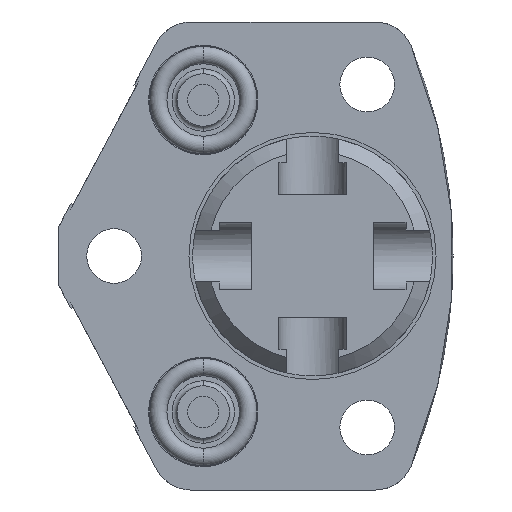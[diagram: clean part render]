
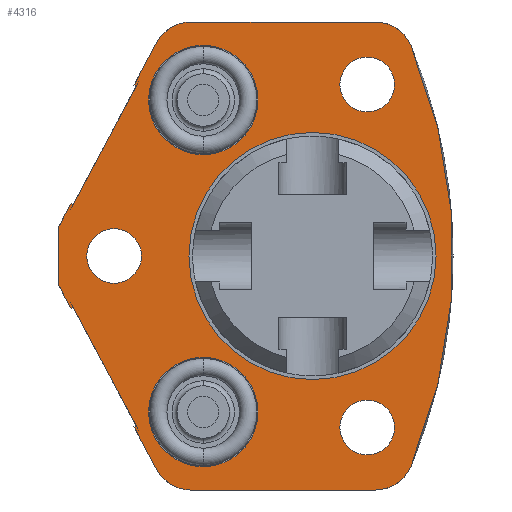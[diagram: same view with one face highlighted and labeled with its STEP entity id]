
A CAD part, front view. The second image highlights one B-rep face of the part: STEP entity #4316.
In plain terms, the highlighted planar face has unit normal (0, -1, 0).
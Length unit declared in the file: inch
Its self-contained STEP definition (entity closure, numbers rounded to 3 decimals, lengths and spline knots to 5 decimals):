
#325=CARTESIAN_POINT('',(0.,0.,0.));
#326=DIRECTION('',(0.,-1.,0.));
#327=DIRECTION('',(1.,0.,0.));
#328=AXIS2_PLACEMENT_3D('',#325,#326,#327);
#333=CARTESIAN_POINT('',(0.,0.,0.));
#334=DIRECTION('',(0.,1.,0.));
#335=DIRECTION('',(1.,0.,0.));
#336=AXIS2_PLACEMENT_3D('',#333,#334,#335);
#341=CARTESIAN_POINT('',(0.219,0.,0.687));
#342=DIRECTION('',(0.,-1.,0.));
#343=DIRECTION('',(1.,0.,0.));
#344=AXIS2_PLACEMENT_3D('',#341,#342,#343);
#349=CARTESIAN_POINT('',(0.219,0.,0.687));
#350=DIRECTION('',(0.,-1.,0.));
#351=DIRECTION('',(-1.,0.,0.));
#352=AXIS2_PLACEMENT_3D('',#349,#350,#351);
#357=CARTESIAN_POINT('',(0.219,0.,-0.687));
#358=DIRECTION('',(0.,-1.,0.));
#359=DIRECTION('',(1.,0.,0.));
#360=AXIS2_PLACEMENT_3D('',#357,#358,#359);
#365=CARTESIAN_POINT('',(0.219,0.,-0.687));
#366=DIRECTION('',(0.,-1.,0.));
#367=DIRECTION('',(-1.,0.,0.));
#368=AXIS2_PLACEMENT_3D('',#365,#366,#367);
#373=CARTESIAN_POINT('',(-0.795,0.,0.));
#374=DIRECTION('',(0.,-1.,0.));
#375=DIRECTION('',(1.,0.,0.));
#376=AXIS2_PLACEMENT_3D('',#373,#374,#375);
#381=CARTESIAN_POINT('',(-0.795,0.,0.));
#382=DIRECTION('',(0.,-1.,0.));
#383=DIRECTION('',(-1.,0.,0.));
#384=AXIS2_PLACEMENT_3D('',#381,#382,#383);
#389=DIRECTION('',(-0.469,0.,-0.883));
#390=VECTOR('',#389,0.53735);
#391=CARTESIAN_POINT('',(-0.70648,0.,0.67994));
#392=LINE('',#391,#390);
#396=DIRECTION('',(0.883,0.,-0.469));
#397=VECTOR('',#396,0.01);
#398=CARTESIAN_POINT('',(-0.71531,0.,0.68463));
#399=LINE('',#398,#397);
#403=DIRECTION('',(0.469,0.,0.883));
#404=VECTOR('',#403,0.19265);
#405=CARTESIAN_POINT('',(-0.71531,0.,0.68463));
#406=LINE('',#405,#404);
#410=DIRECTION('',(1.,0.,0.));
#411=VECTOR('',#410,0.73784);
#412=CARTESIAN_POINT('',(-0.48713,0.,0.9375));
#413=LINE('',#412,#411);
#417=CARTESIAN_POINT('',(-1.625,0.,0.));
#418=DIRECTION('',(0.,-1.,0.));
#419=DIRECTION('',(0.923,0.,-0.385));
#420=AXIS2_PLACEMENT_3D('',#417,#418,#419);
#425=DIRECTION('',(-1.,0.,0.));
#426=VECTOR('',#425,0.73784);
#427=CARTESIAN_POINT('',(0.25071,0.,-0.9375));
#428=LINE('',#427,#426);
#432=DIRECTION('',(0.469,0.,-0.883));
#433=VECTOR('',#432,0.19265);
#434=CARTESIAN_POINT('',(-0.71531,0.,-0.68463));
#435=LINE('',#434,#433);
#439=DIRECTION('',(0.883,0.,0.469));
#440=VECTOR('',#439,0.01);
#441=CARTESIAN_POINT('',(-0.71531,0.,-0.68463));
#442=LINE('',#441,#440);
#446=DIRECTION('',(0.469,0.,-0.883));
#447=VECTOR('',#446,0.53735);
#448=CARTESIAN_POINT('',(-0.95876,0.,-0.20548));
#449=LINE('',#448,#447);
#453=DIRECTION('',(0.883,0.,0.469));
#454=VECTOR('',#453,0.01);
#455=CARTESIAN_POINT('',(-0.96759,0.,-0.21018));
#456=LINE('',#455,#454);
#460=DIRECTION('',(0.469,0.,-0.883));
#461=VECTOR('',#460,0.10313);
#462=CARTESIAN_POINT('',(-1.016,0.,-0.11912));
#463=LINE('',#462,#461);
#467=DIRECTION('',(0.,0.,-1.));
#468=VECTOR('',#467,0.23825);
#469=CARTESIAN_POINT('',(-1.016,0.,0.11912));
#470=LINE('',#469,#468);
#474=DIRECTION('',(0.469,0.,0.883));
#475=VECTOR('',#474,0.10313);
#476=CARTESIAN_POINT('',(-1.016,0.,0.11912));
#477=LINE('',#476,#475);
#481=DIRECTION('',(0.883,0.,-0.469));
#482=VECTOR('',#481,0.01);
#483=CARTESIAN_POINT('',(-0.96759,0.,0.21018));
#484=LINE('',#483,#482);
#488=CARTESIAN_POINT('',(-0.438,0.,-0.625));
#489=DIRECTION('',(0.,1.,0.));
#490=DIRECTION('',(-1.,0.,0.));
#491=AXIS2_PLACEMENT_3D('',#488,#489,#490);
#496=CARTESIAN_POINT('',(-0.438,0.,-0.625));
#497=DIRECTION('',(0.,1.,0.));
#498=DIRECTION('',(1.,0.,0.));
#499=AXIS2_PLACEMENT_3D('',#496,#497,#498);
#504=CARTESIAN_POINT('',(-0.438,0.,0.625));
#505=DIRECTION('',(0.,1.,0.));
#506=DIRECTION('',(-1.,0.,0.));
#507=AXIS2_PLACEMENT_3D('',#504,#505,#506);
#512=CARTESIAN_POINT('',(-0.438,0.,0.625));
#513=DIRECTION('',(0.,1.,0.));
#514=DIRECTION('',(1.,0.,0.));
#515=AXIS2_PLACEMENT_3D('',#512,#513,#514);
#2126=CARTESIAN_POINT('',(-0.48713,0.,-0.7815));
#2127=DIRECTION('',(0.,-1.,0.));
#2128=DIRECTION('',(-0.883,0.,-0.469));
#2129=AXIS2_PLACEMENT_3D('',#2126,#2127,#2128);
#2162=CARTESIAN_POINT('',(0.25071,0.,-0.7815));
#2163=DIRECTION('',(0.,-1.,0.));
#2164=DIRECTION('',(0.,0.,-1.));
#2165=AXIS2_PLACEMENT_3D('',#2162,#2163,#2164);
#2184=CARTESIAN_POINT('',(0.25071,0.,0.7815));
#2185=DIRECTION('',(0.,-1.,0.));
#2186=DIRECTION('',(0.923,0.,0.385));
#2187=AXIS2_PLACEMENT_3D('',#2184,#2185,#2186);
#2220=CARTESIAN_POINT('',(-0.48713,0.,0.7815));
#2221=DIRECTION('',(0.,-1.,0.));
#2222=DIRECTION('',(0.,0.,1.));
#2223=AXIS2_PLACEMENT_3D('',#2220,#2221,#2222);
#3607=CARTESIAN_POINT('',(0.495,0.,0.));
#3609=VERTEX_POINT('',#3607);
#3611=CARTESIAN_POINT('',(-0.495,0.,0.));
#3613=VERTEX_POINT('',#3611);
#3614=CARTESIAN_POINT('',(-1.016,0.,0.11912));
#3615=CARTESIAN_POINT('',(-1.016,0.,-0.11912));
#3616=VERTEX_POINT('',#3614);
#3617=VERTEX_POINT('',#3615);
#3618=CARTESIAN_POINT('',(0.3285,0.,0.687));
#3619=CARTESIAN_POINT('',(0.1095,0.,0.687));
#3620=VERTEX_POINT('',#3618);
#3621=VERTEX_POINT('',#3619);
#3652=CARTESIAN_POINT('',(-0.95876,0.,-0.20548));
#3653=CARTESIAN_POINT('',(-0.70648,0.,-0.67994));
#3654=VERTEX_POINT('',#3652);
#3655=VERTEX_POINT('',#3653);
#3656=CARTESIAN_POINT('',(-0.96759,0.,-0.21018));
#3657=VERTEX_POINT('',#3656);
#3658=CARTESIAN_POINT('',(-0.71531,0.,-0.68463));
#3659=VERTEX_POINT('',#3658);
#3688=CARTESIAN_POINT('',(-0.70648,0.,0.67994));
#3689=CARTESIAN_POINT('',(-0.95876,0.,0.20548));
#3690=VERTEX_POINT('',#3688);
#3691=VERTEX_POINT('',#3689);
#3692=CARTESIAN_POINT('',(-0.71531,0.,0.68463));
#3693=VERTEX_POINT('',#3692);
#3694=CARTESIAN_POINT('',(-0.96759,0.,0.21018));
#3695=VERTEX_POINT('',#3694);
#3728=CARTESIAN_POINT('',(-0.657,0.,-0.625));
#3729=CARTESIAN_POINT('',(-0.219,0.,-0.625));
#3730=VERTEX_POINT('',#3728);
#3731=VERTEX_POINT('',#3729);
#3748=CARTESIAN_POINT('',(-0.657,0.,0.625));
#3749=CARTESIAN_POINT('',(-0.219,0.,0.625));
#3750=VERTEX_POINT('',#3748);
#3751=VERTEX_POINT('',#3749);
#3782=CARTESIAN_POINT('',(0.25071,0.,-0.9375));
#3783=CARTESIAN_POINT('',(0.39471,0.,-0.8415));
#3784=VERTEX_POINT('',#3782);
#3785=VERTEX_POINT('',#3783);
#3786=CARTESIAN_POINT('',(0.39471,0.,0.8415));
#3787=CARTESIAN_POINT('',(0.25071,0.,0.9375));
#3788=VERTEX_POINT('',#3786);
#3789=VERTEX_POINT('',#3787);
#3790=CARTESIAN_POINT('',(-0.48713,0.,0.9375));
#3791=CARTESIAN_POINT('',(-0.62487,0.,0.85474));
#3792=VERTEX_POINT('',#3790);
#3793=VERTEX_POINT('',#3791);
#3794=CARTESIAN_POINT('',(-0.62487,0.,-0.85474));
#3795=CARTESIAN_POINT('',(-0.48713,0.,-0.9375));
#3796=VERTEX_POINT('',#3794);
#3797=VERTEX_POINT('',#3795);
#3798=CARTESIAN_POINT('',(0.3285,0.,-0.687));
#3799=CARTESIAN_POINT('',(0.1095,0.,-0.687));
#3800=VERTEX_POINT('',#3798);
#3801=VERTEX_POINT('',#3799);
#3802=CARTESIAN_POINT('',(-0.6855,0.,0.));
#3803=CARTESIAN_POINT('',(-0.9045,0.,0.));
#3804=VERTEX_POINT('',#3802);
#3805=VERTEX_POINT('',#3803);
#4239=CARTESIAN_POINT('',(0.,0.,0.));
#4240=DIRECTION('',(0.,-1.,0.));
#4241=DIRECTION('',(-1.,0.,0.));
#4242=AXIS2_PLACEMENT_3D('',#4239,#4240,#4241);
#4243=PLANE('',#4242);
#4245=ORIENTED_EDGE('',*,*,#4244,.F.);
#4247=ORIENTED_EDGE('',*,*,#4246,.F.);
#4249=ORIENTED_EDGE('',*,*,#4248,.T.);
#4251=ORIENTED_EDGE('',*,*,#4250,.F.);
#4253=ORIENTED_EDGE('',*,*,#4252,.T.);
#4255=ORIENTED_EDGE('',*,*,#4254,.F.);
#4257=ORIENTED_EDGE('',*,*,#4256,.F.);
#4259=ORIENTED_EDGE('',*,*,#4258,.F.);
#4261=ORIENTED_EDGE('',*,*,#4260,.T.);
#4263=ORIENTED_EDGE('',*,*,#4262,.F.);
#4265=ORIENTED_EDGE('',*,*,#4264,.F.);
#4267=ORIENTED_EDGE('',*,*,#4266,.T.);
#4269=ORIENTED_EDGE('',*,*,#4268,.F.);
#4271=ORIENTED_EDGE('',*,*,#4270,.F.);
#4273=ORIENTED_EDGE('',*,*,#4272,.F.);
#4275=ORIENTED_EDGE('',*,*,#4274,.F.);
#4277=ORIENTED_EDGE('',*,*,#4276,.T.);
#4279=ORIENTED_EDGE('',*,*,#4278,.T.);
#4280=EDGE_LOOP('',(#4245,#4247,#4249,#4251,#4253,#4255,#4257,#4259,#4261,#4263,
#4265,#4267,#4269,#4271,#4273,#4275,#4277,#4279));
#4281=FACE_OUTER_BOUND('',#4280,.F.);
#4283=ORIENTED_EDGE('',*,*,#4282,.T.);
#4285=ORIENTED_EDGE('',*,*,#4284,.T.);
#4286=EDGE_LOOP('',(#4283,#4285));
#4287=FACE_BOUND('',#4286,.F.);
#4288=ORIENTED_EDGE('',*,*,#4219,.T.);
#4289=ORIENTED_EDGE('',*,*,#4233,.T.);
#4290=EDGE_LOOP('',(#4288,#4289));
#4291=FACE_BOUND('',#4290,.F.);
#4293=ORIENTED_EDGE('',*,*,#4292,.T.);
#4295=ORIENTED_EDGE('',*,*,#4294,.T.);
#4296=EDGE_LOOP('',(#4293,#4295));
#4297=FACE_BOUND('',#4296,.F.);
#4299=ORIENTED_EDGE('',*,*,#4298,.T.);
#4301=ORIENTED_EDGE('',*,*,#4300,.F.);
#4302=EDGE_LOOP('',(#4299,#4301));
#4303=FACE_BOUND('',#4302,.F.);
#4305=ORIENTED_EDGE('',*,*,#4304,.F.);
#4307=ORIENTED_EDGE('',*,*,#4306,.F.);
#4308=EDGE_LOOP('',(#4305,#4307));
#4309=FACE_BOUND('',#4308,.F.);
#4311=ORIENTED_EDGE('',*,*,#4310,.F.);
#4313=ORIENTED_EDGE('',*,*,#4312,.F.);
#4314=EDGE_LOOP('',(#4311,#4313));
#4315=FACE_BOUND('',#4314,.F.);
#329=CIRCLE('',#328,0.495);
#337=CIRCLE('',#336,0.495);
#345=CIRCLE('',#344,0.1095);
#353=CIRCLE('',#352,0.1095);
#361=CIRCLE('',#360,0.1095);
#369=CIRCLE('',#368,0.1095);
#377=CIRCLE('',#376,0.1095);
#385=CIRCLE('',#384,0.1095);
#421=CIRCLE('',#420,2.188);
#492=CIRCLE('',#491,0.219);
#500=CIRCLE('',#499,0.219);
#508=CIRCLE('',#507,0.219);
#516=CIRCLE('',#515,0.219);
#2130=CIRCLE('',#2129,0.156);
#2166=CIRCLE('',#2165,0.156);
#2188=CIRCLE('',#2187,0.156);
#2224=CIRCLE('',#2223,0.156);
#4219=EDGE_CURVE('',#3800,#3801,#361,.T.);
#4233=EDGE_CURVE('',#3801,#3800,#369,.T.);
#4244=EDGE_CURVE('',#3690,#3691,#392,.T.);
#4246=EDGE_CURVE('',#3693,#3690,#399,.T.);
#4248=EDGE_CURVE('',#3693,#3793,#406,.T.);
#4250=EDGE_CURVE('',#3792,#3793,#2224,.T.);
#4252=EDGE_CURVE('',#3792,#3789,#413,.T.);
#4254=EDGE_CURVE('',#3788,#3789,#2188,.T.);
#4256=EDGE_CURVE('',#3785,#3788,#421,.T.);
#4258=EDGE_CURVE('',#3784,#3785,#2166,.T.);
#4260=EDGE_CURVE('',#3784,#3797,#428,.T.);
#4262=EDGE_CURVE('',#3796,#3797,#2130,.T.);
#4264=EDGE_CURVE('',#3659,#3796,#435,.T.);
#4266=EDGE_CURVE('',#3659,#3655,#442,.T.);
#4268=EDGE_CURVE('',#3654,#3655,#449,.T.);
#4270=EDGE_CURVE('',#3657,#3654,#456,.T.);
#4272=EDGE_CURVE('',#3617,#3657,#463,.T.);
#4274=EDGE_CURVE('',#3616,#3617,#470,.T.);
#4276=EDGE_CURVE('',#3616,#3695,#477,.T.);
#4278=EDGE_CURVE('',#3695,#3691,#484,.T.);
#4282=EDGE_CURVE('',#3620,#3621,#345,.T.);
#4284=EDGE_CURVE('',#3621,#3620,#353,.T.);
#4292=EDGE_CURVE('',#3804,#3805,#377,.T.);
#4294=EDGE_CURVE('',#3805,#3804,#385,.T.);
#4298=EDGE_CURVE('',#3609,#3613,#329,.T.);
#4300=EDGE_CURVE('',#3609,#3613,#337,.T.);
#4304=EDGE_CURVE('',#3730,#3731,#492,.T.);
#4306=EDGE_CURVE('',#3731,#3730,#500,.T.);
#4310=EDGE_CURVE('',#3750,#3751,#508,.T.);
#4312=EDGE_CURVE('',#3751,#3750,#516,.T.);
#4316=ADVANCED_FACE('',(#4281,#4287,#4291,#4297,#4303,#4309,#4315),#4243,.T.);
